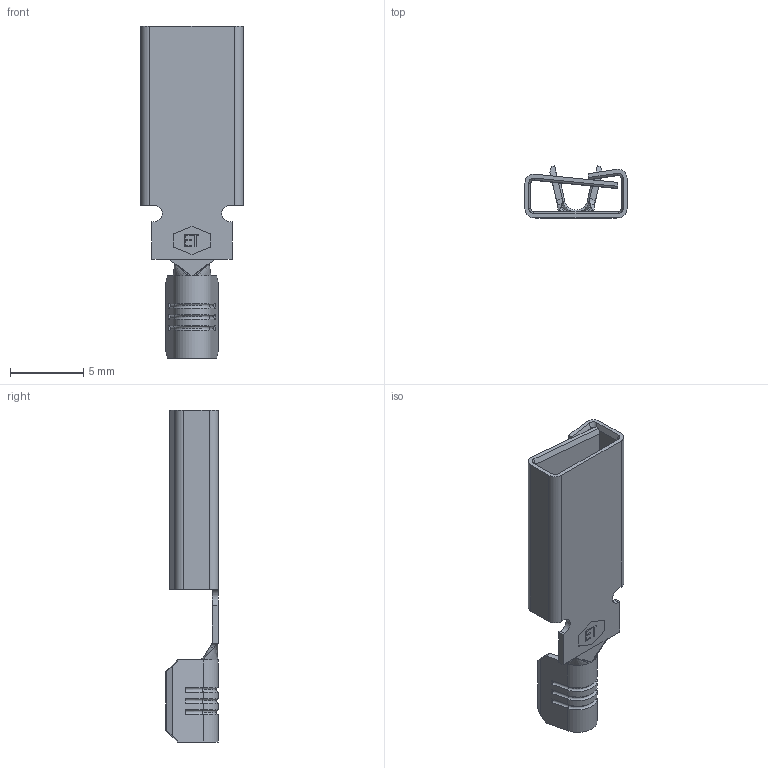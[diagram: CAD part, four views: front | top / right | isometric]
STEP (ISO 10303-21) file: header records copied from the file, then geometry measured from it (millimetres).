
FILE_DESCRIPTION (( 'STEP AP203' ), '1' );
FILE_NAME ('14278.STEP', '2015-02-05T13:10:37', ( '' ), ( '' ), 'SwSTEP 2.0', 'SolidWorks 2014', '' );
FILE_SCHEMA (( 'CONFIG_CONTROL_DESIGN' ));
Length unit declared in the file: inch
Products named in the file (1): 14278
Bounding box: 6.96 x 3.56 x 22.61 mm (x, y, z)
Volume: 123.9 mm3; surface area: 654.2 mm2
Topology: 1 solids, 1 shells, 145 faces, 372 edges, 232 vertices
Faces by surface type: plane 84, cylinder 36, torus 12, bspline 8, cone 5
Entity records: 4646 total; most frequent: CARTESIAN_POINT 1056, ORIENTED_EDGE 744, DIRECTION 717, EDGE_CURVE 372, LINE 263, VECTOR 263, VERTEX_POINT 232, AXIS2_PLACEMENT_3D 227
